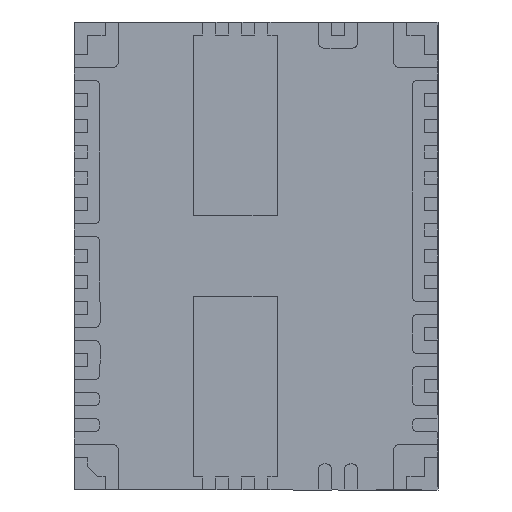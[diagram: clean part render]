
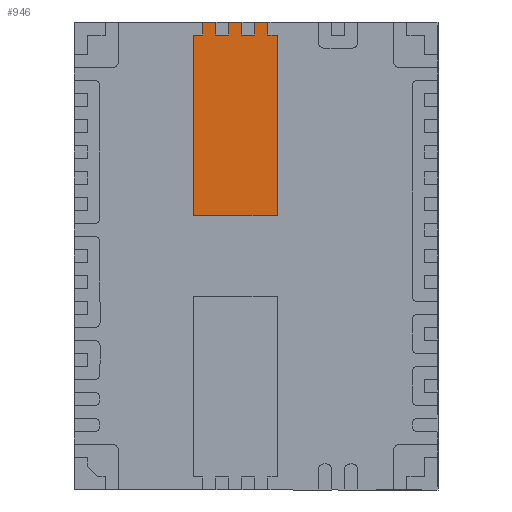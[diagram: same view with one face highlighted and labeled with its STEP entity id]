
A CAD part, front view. The second image highlights one B-rep face of the part: STEP entity #946.
In plain terms, the highlighted planar face has unit normal (0, -1, 0).
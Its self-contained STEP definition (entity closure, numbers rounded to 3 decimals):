
#160 = CARTESIAN_POINT ( 'NONE',  ( -0.27, -0.05, 4.5 ) ) ;
#313 = LINE ( 'NONE', #4878, #8609 ) ;
#324 = EDGE_LOOP ( 'NONE', ( #1695, #11427, #3571, #9625, #11800, #6487, #476, #3625, #3633, #332, #14783, #14966, #11517, #1394, #11654, #8791 ) ) ;
#332 = ORIENTED_EDGE ( 'NONE', *, *, #14719, .T. ) ;
#428 = VERTEX_POINT ( 'NONE', #2416 ) ;
#476 = ORIENTED_EDGE ( 'NONE', *, *, #4367, .T. ) ;
#719 = CARTESIAN_POINT ( 'NONE',  ( -1.195, -0.05, 4.25 ) ) ;
#768 = DIRECTION ( 'NONE',  ( -1., 0., 0. ) ) ;
#946 = ADVANCED_FACE ( 'NONE', ( #4160 ), #5803, .T. ) ;
#970 = CARTESIAN_POINT ( 'NONE',  ( -1.02, -0.05, 4.25 ) ) ;
#1014 = DIRECTION ( 'NONE',  ( 0., 0., 1. ) ) ;
#1394 = ORIENTED_EDGE ( 'NONE', *, *, #15452, .T. ) ;
#1537 = CARTESIAN_POINT ( 'NONE',  ( -1.195, -0.05, 4.25 ) ) ;
#1680 = EDGE_CURVE ( 'NONE', #10715, #6719, #12281, .T. ) ;
#1695 = ORIENTED_EDGE ( 'NONE', *, *, #15026, .T. ) ;
#1770 = EDGE_CURVE ( 'NONE', #5555, #10261, #8689, .T. ) ;
#1865 = CARTESIAN_POINT ( 'NONE',  ( -1.02, -0.05, 4.5 ) ) ;
#1895 = VERTEX_POINT ( 'NONE', #3305 ) ;
#2307 = CARTESIAN_POINT ( 'NONE',  ( -1.02, -0.05, 4.5 ) ) ;
#2308 = VERTEX_POINT ( 'NONE', #11969 ) ;
#2416 = CARTESIAN_POINT ( 'NONE',  ( 0.23, -0.05, 4.25 ) ) ;
#2696 = CARTESIAN_POINT ( 'NONE',  ( 0.405, -0.05, 4.25 ) ) ;
#2991 = VECTOR ( 'NONE', #7186, 1000. ) ;
#3298 = VECTOR ( 'NONE', #15319, 1000. ) ;
#3305 = CARTESIAN_POINT ( 'NONE',  ( 0.405, -0.05, 0.77 ) ) ;
#3326 = CARTESIAN_POINT ( 'NONE',  ( 0.23, -0.05, 4.5 ) ) ;
#3358 = DIRECTION ( 'NONE',  ( -1., 0., 0. ) ) ;
#3559 = EDGE_CURVE ( 'NONE', #2308, #11902, #6365, .T. ) ;
#3571 = ORIENTED_EDGE ( 'NONE', *, *, #3559, .T. ) ;
#3625 = ORIENTED_EDGE ( 'NONE', *, *, #10369, .T. ) ;
#3633 = ORIENTED_EDGE ( 'NONE', *, *, #13419, .T. ) ;
#3636 = DIRECTION ( 'NONE',  ( 1., 0., 0. ) ) ;
#3767 = CARTESIAN_POINT ( 'NONE',  ( 0.23, -0.05, 4.25 ) ) ;
#3893 = CARTESIAN_POINT ( 'NONE',  ( -0.02, -0.05, 4.5 ) ) ;
#3917 = DIRECTION ( 'NONE',  ( 0., 0., -1. ) ) ;
#3935 = CARTESIAN_POINT ( 'NONE',  ( -1.195, -0.05, 0.77 ) ) ;
#3962 = CARTESIAN_POINT ( 'NONE',  ( -0.52, -0.05, 4.5 ) ) ;
#4070 = LINE ( 'NONE', #6738, #8619 ) ;
#4143 = LINE ( 'NONE', #14450, #2991 ) ;
#4144 = VECTOR ( 'NONE', #9205, 1000. ) ;
#4152 = CARTESIAN_POINT ( 'NONE',  ( -0.77, -0.05, 4.5 ) ) ;
#4160 = FACE_OUTER_BOUND ( 'NONE', #324, .T. ) ;
#4367 = EDGE_CURVE ( 'NONE', #5790, #4404, #14894, .T. ) ;
#4404 = VERTEX_POINT ( 'NONE', #12435 ) ;
#4473 = VECTOR ( 'NONE', #3917, 1000. ) ;
#4579 = VECTOR ( 'NONE', #9861, 1000. ) ;
#4878 = CARTESIAN_POINT ( 'NONE',  ( -0.52, -0.05, 4.25 ) ) ;
#5241 = EDGE_CURVE ( 'NONE', #11902, #5555, #4070, .T. ) ;
#5367 = DIRECTION ( 'NONE',  ( -1., 0., 0. ) ) ;
#5456 = CARTESIAN_POINT ( 'NONE',  ( -1.02, -0.05, 4.25 ) ) ;
#5555 = VERTEX_POINT ( 'NONE', #13888 ) ;
#5586 = EDGE_CURVE ( 'NONE', #7104, #10715, #7830, .T. ) ;
#5737 = VECTOR ( 'NONE', #5367, 1000. ) ;
#5790 = VERTEX_POINT ( 'NONE', #5870 ) ;
#5803 = PLANE ( 'NONE',  #8612 ) ;
#5870 = CARTESIAN_POINT ( 'NONE',  ( -0.52, -0.05, 4.5 ) ) ;
#5956 = DIRECTION ( 'NONE',  ( -1., 0., 0. ) ) ;
#6365 = LINE ( 'NONE', #3893, #7132 ) ;
#6487 = ORIENTED_EDGE ( 'NONE', *, *, #12137, .T. ) ;
#6719 = VERTEX_POINT ( 'NONE', #3935 ) ;
#6738 = CARTESIAN_POINT ( 'NONE',  ( -0.02, -0.05, 4.25 ) ) ;
#6974 = DIRECTION ( 'NONE',  ( 0., 0., -1. ) ) ;
#7104 = VERTEX_POINT ( 'NONE', #970 ) ;
#7132 = VECTOR ( 'NONE', #11005, 1000. ) ;
#7169 = VECTOR ( 'NONE', #3636, 1000. ) ;
#7186 = DIRECTION ( 'NONE',  ( 0., 0., 1. ) ) ;
#7430 = VECTOR ( 'NONE', #7863, 1000. ) ;
#7532 = EDGE_CURVE ( 'NONE', #9794, #428, #8716, .T. ) ;
#7830 = LINE ( 'NONE', #5456, #5737 ) ;
#7852 = VERTEX_POINT ( 'NONE', #2307 ) ;
#7863 = DIRECTION ( 'NONE',  ( 0., 0., -1. ) ) ;
#7938 = VECTOR ( 'NONE', #14531, 1000. ) ;
#7976 = LINE ( 'NONE', #13172, #15552 ) ;
#8161 = DIRECTION ( 'NONE',  ( 0., -1., 0. ) ) ;
#8167 = CARTESIAN_POINT ( 'NONE',  ( 0.405, -0.05, 0.77 ) ) ;
#8301 = VECTOR ( 'NONE', #1014, 1000. ) ;
#8309 = LINE ( 'NONE', #3326, #9461 ) ;
#8475 = DIRECTION ( 'NONE',  ( -1., 0., 0. ) ) ;
#8609 = VECTOR ( 'NONE', #8475, 1000. ) ;
#8612 = AXIS2_PLACEMENT_3D ( 'NONE', #15417, #8161, #6974 ) ;
#8619 = VECTOR ( 'NONE', #3358, 1000. ) ;
#8689 = LINE ( 'NONE', #15486, #8301 ) ;
#8716 = LINE ( 'NONE', #2696, #7938 ) ;
#8791 = ORIENTED_EDGE ( 'NONE', *, *, #7532, .T. ) ;
#9160 = CARTESIAN_POINT ( 'NONE',  ( -0.77, -0.05, 4.25 ) ) ;
#9205 = DIRECTION ( 'NONE',  ( 0., 0., -1. ) ) ;
#9461 = VECTOR ( 'NONE', #768, 1000. ) ;
#9625 = ORIENTED_EDGE ( 'NONE', *, *, #5241, .T. ) ;
#9720 = CARTESIAN_POINT ( 'NONE',  ( 0.405, -0.05, 4.25 ) ) ;
#9794 = VERTEX_POINT ( 'NONE', #9720 ) ;
#9861 = DIRECTION ( 'NONE',  ( -1., 0., 0. ) ) ;
#9914 = VERTEX_POINT ( 'NONE', #4152 ) ;
#10199 = EDGE_CURVE ( 'NONE', #1895, #9794, #12958, .T. ) ;
#10261 = VERTEX_POINT ( 'NONE', #14152 ) ;
#10369 = EDGE_CURVE ( 'NONE', #4404, #10771, #313, .T. ) ;
#10605 = LINE ( 'NONE', #14724, #7169 ) ;
#10715 = VERTEX_POINT ( 'NONE', #719 ) ;
#10771 = VERTEX_POINT ( 'NONE', #9160 ) ;
#11005 = DIRECTION ( 'NONE',  ( 0., 0., -1. ) ) ;
#11074 = EDGE_CURVE ( 'NONE', #7852, #7104, #12551, .T. ) ;
#11384 = LINE ( 'NONE', #3767, #12499 ) ;
#11427 = ORIENTED_EDGE ( 'NONE', *, *, #13283, .T. ) ;
#11517 = ORIENTED_EDGE ( 'NONE', *, *, #1680, .T. ) ;
#11654 = ORIENTED_EDGE ( 'NONE', *, *, #10199, .T. ) ;
#11762 = VERTEX_POINT ( 'NONE', #14999 ) ;
#11800 = ORIENTED_EDGE ( 'NONE', *, *, #1770, .T. ) ;
#11902 = VERTEX_POINT ( 'NONE', #12979 ) ;
#11969 = CARTESIAN_POINT ( 'NONE',  ( -0.02, -0.05, 4.5 ) ) ;
#12137 = EDGE_CURVE ( 'NONE', #10261, #5790, #15557, .T. ) ;
#12281 = LINE ( 'NONE', #1537, #4144 ) ;
#12435 = CARTESIAN_POINT ( 'NONE',  ( -0.52, -0.05, 4.25 ) ) ;
#12499 = VECTOR ( 'NONE', #13720, 1000. ) ;
#12551 = LINE ( 'NONE', #1865, #7430 ) ;
#12958 = LINE ( 'NONE', #8167, #3298 ) ;
#12979 = CARTESIAN_POINT ( 'NONE',  ( -0.02, -0.05, 4.25 ) ) ;
#13172 = CARTESIAN_POINT ( 'NONE',  ( -0.77, -0.05, 4.5 ) ) ;
#13283 = EDGE_CURVE ( 'NONE', #11762, #2308, #8309, .T. ) ;
#13419 = EDGE_CURVE ( 'NONE', #10771, #9914, #4143, .T. ) ;
#13720 = DIRECTION ( 'NONE',  ( 0., 0., 1. ) ) ;
#13888 = CARTESIAN_POINT ( 'NONE',  ( -0.27, -0.05, 4.25 ) ) ;
#14152 = CARTESIAN_POINT ( 'NONE',  ( -0.27, -0.05, 4.5 ) ) ;
#14450 = CARTESIAN_POINT ( 'NONE',  ( -0.77, -0.05, 4.25 ) ) ;
#14531 = DIRECTION ( 'NONE',  ( -1., 0., 0. ) ) ;
#14719 = EDGE_CURVE ( 'NONE', #9914, #7852, #7976, .T. ) ;
#14724 = CARTESIAN_POINT ( 'NONE',  ( -1.195, -0.05, 0.77 ) ) ;
#14783 = ORIENTED_EDGE ( 'NONE', *, *, #11074, .T. ) ;
#14894 = LINE ( 'NONE', #3962, #4473 ) ;
#14966 = ORIENTED_EDGE ( 'NONE', *, *, #5586, .T. ) ;
#14999 = CARTESIAN_POINT ( 'NONE',  ( 0.23, -0.05, 4.5 ) ) ;
#15026 = EDGE_CURVE ( 'NONE', #428, #11762, #11384, .T. ) ;
#15319 = DIRECTION ( 'NONE',  ( 0., 0., 1. ) ) ;
#15417 = CARTESIAN_POINT ( 'NONE',  ( 0., -0.05, 0. ) ) ;
#15452 = EDGE_CURVE ( 'NONE', #6719, #1895, #10605, .T. ) ;
#15486 = CARTESIAN_POINT ( 'NONE',  ( -0.27, -0.05, 4.25 ) ) ;
#15552 = VECTOR ( 'NONE', #5956, 1000. ) ;
#15557 = LINE ( 'NONE', #160, #4579 ) ;
